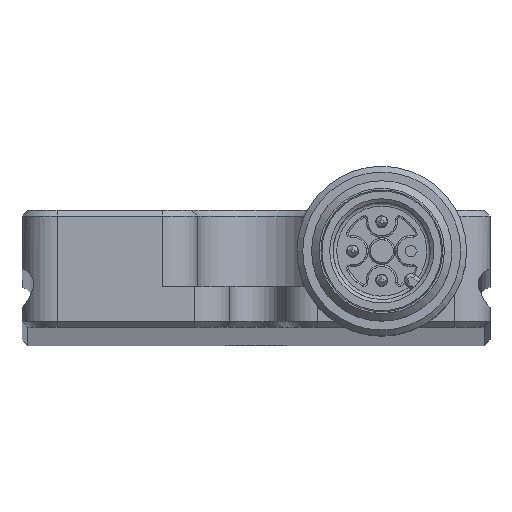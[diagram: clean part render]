
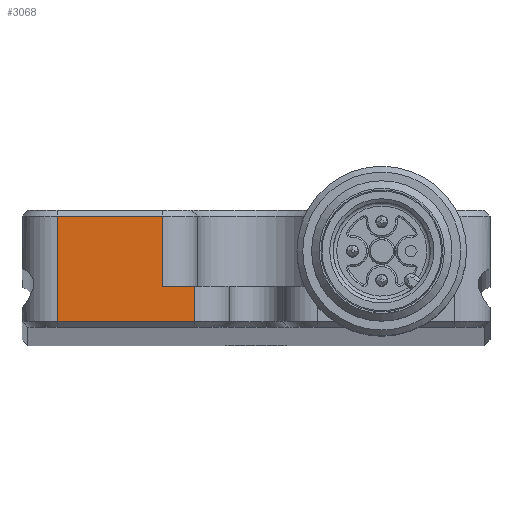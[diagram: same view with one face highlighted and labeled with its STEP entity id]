
A CAD part, top view. The second image highlights one B-rep face of the part: STEP entity #3068.
In plain terms, the highlighted planar face has unit normal (0, 0, 1).
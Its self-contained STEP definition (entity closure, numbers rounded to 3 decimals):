
#129=LINE('',#5241,#304);
#183=LINE('',#5423,#358);
#186=LINE('',#5457,#361);
#187=LINE('',#5459,#362);
#188=LINE('',#5461,#363);
#189=LINE('',#5462,#364);
#304=VECTOR('',#4070,11.75);
#358=VECTOR('',#4228,9.);
#361=VECTOR('',#4235,3.);
#362=VECTOR('',#4236,2.75);
#363=VECTOR('',#4237,6.);
#364=VECTOR('',#4238,9.);
#482=PLANE('',#3434);
#708=FACE_OUTER_BOUND('',#957,.T.);
#957=EDGE_LOOP('',(#2386,#2387,#2388,#2389,#2390,#2391));
#1364=VERTEX_POINT('',#5234);
#1367=VERTEX_POINT('',#5239);
#1419=VERTEX_POINT('',#5422);
#1424=VERTEX_POINT('',#5456);
#1425=VERTEX_POINT('',#5458);
#1426=VERTEX_POINT('',#5460);
#1683=EDGE_CURVE('',#1367,#1364,#129,.T.);
#1763=EDGE_CURVE('',#1364,#1419,#183,.T.);
#1769=EDGE_CURVE('',#1424,#1367,#186,.T.);
#1770=EDGE_CURVE('',#1424,#1425,#187,.T.);
#1771=EDGE_CURVE('',#1426,#1425,#188,.T.);
#1772=EDGE_CURVE('',#1419,#1426,#189,.T.);
#2386=ORIENTED_EDGE('',*,*,#1683,.F.);
#2387=ORIENTED_EDGE('',*,*,#1769,.F.);
#2388=ORIENTED_EDGE('',*,*,#1770,.T.);
#2389=ORIENTED_EDGE('',*,*,#1771,.F.);
#2390=ORIENTED_EDGE('',*,*,#1772,.F.);
#2391=ORIENTED_EDGE('',*,*,#1763,.F.);
#3068=ADVANCED_FACE('',(#708),#482,.T.);
#3434=AXIS2_PLACEMENT_3D('',#5455,#4233,#4234);
#4070=DIRECTION('',(-1.,0.,0.));
#4228=DIRECTION('',(0.,1.,0.));
#4233=DIRECTION('center_axis',(0.,0.,1.));
#4234=DIRECTION('ref_axis',(1.,0.,0.));
#4235=DIRECTION('',(0.,-1.,0.));
#4236=DIRECTION('',(-1.,0.,0.));
#4237=DIRECTION('',(0.,-1.,0.));
#4238=DIRECTION('',(1.,0.,0.));
#5234=CARTESIAN_POINT('',(-17.,-4.5,0.));
#5239=CARTESIAN_POINT('',(-5.25,-4.5,0.));
#5241=CARTESIAN_POINT('',(10.,-4.5,0.));
#5422=CARTESIAN_POINT('',(-17.,4.5,0.));
#5423=CARTESIAN_POINT('',(-17.,-2.5,0.));
#5455=CARTESIAN_POINT('Origin',(0.,0.,0.));
#5456=CARTESIAN_POINT('',(-5.25,-1.5,0.));
#5457=CARTESIAN_POINT('',(-5.25,2.5,0.));
#5458=CARTESIAN_POINT('',(-8.,-1.5,0.));
#5459=CARTESIAN_POINT('',(0.,-1.5,0.));
#5460=CARTESIAN_POINT('',(-8.,4.5,0.));
#5461=CARTESIAN_POINT('',(-8.,2.5,0.));
#5462=CARTESIAN_POINT('',(-10.,4.5,0.));
